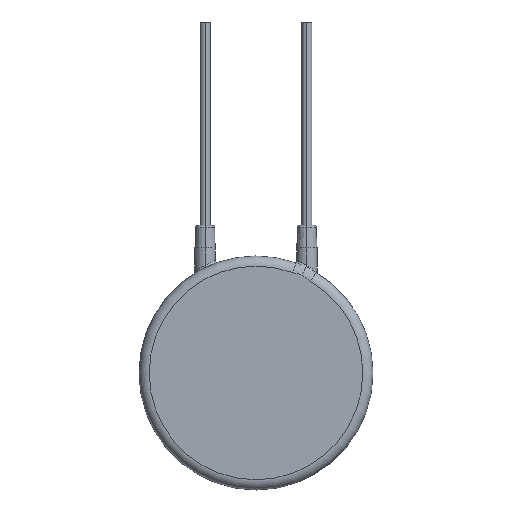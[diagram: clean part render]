
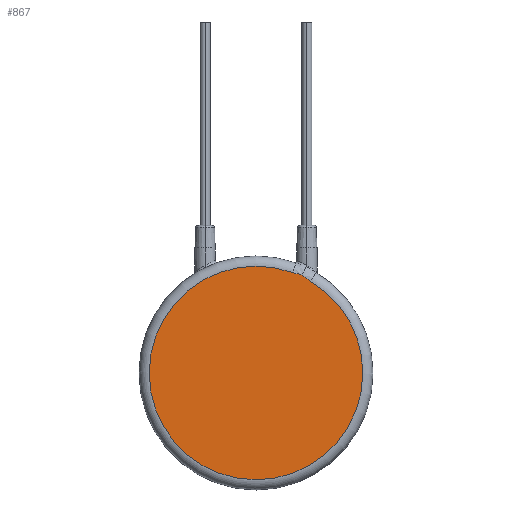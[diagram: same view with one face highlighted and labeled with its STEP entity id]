
A CAD part, top view. The second image highlights one B-rep face of the part: STEP entity #867.
In plain terms, the highlighted planar face has unit normal (0, 0, 1).
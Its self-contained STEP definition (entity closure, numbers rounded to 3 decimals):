
#54=CARTESIAN_POINT('',(0.,0.,4.3));
#55=DIRECTION('',(0.,0.,1.));
#56=DIRECTION('',(0.341,0.94,0.));
#57=AXIS2_PLACEMENT_3D('',#54,#55,#56);
#179=CARTESIAN_POINT('',(4.544,9.614,4.3));
#180=CARTESIAN_POINT('',(4.507,9.631,4.3));
#181=CARTESIAN_POINT('',(4.43,9.663,4.3));
#182=CARTESIAN_POINT('',(4.312,9.699,4.3));
#183=CARTESIAN_POINT('',(4.174,9.73,4.3));
#184=CARTESIAN_POINT('',(4.002,9.761,4.3));
#185=CARTESIAN_POINT('',(3.793,9.803,4.3));
#186=CARTESIAN_POINT('',(3.653,9.844,4.3));
#187=CARTESIAN_POINT('',(3.582,9.87,4.3));
#189=CARTESIAN_POINT('',(5.392,9.01,4.3));
#190=CARTESIAN_POINT('',(5.362,9.028,4.3));
#191=CARTESIAN_POINT('',(5.302,9.066,4.3));
#192=CARTESIAN_POINT('',(5.216,9.127,4.3));
#193=CARTESIAN_POINT('',(5.137,9.187,4.3));
#194=CARTESIAN_POINT('',(5.063,9.246,4.3));
#195=CARTESIAN_POINT('',(4.993,9.304,4.3));
#196=CARTESIAN_POINT('',(4.921,9.363,4.3));
#197=CARTESIAN_POINT('',(4.842,9.425,4.3));
#198=CARTESIAN_POINT('',(4.754,9.492,4.3));
#199=CARTESIAN_POINT('',(4.655,9.556,4.3));
#200=CARTESIAN_POINT('',(4.583,9.595,4.3));
#201=CARTESIAN_POINT('',(4.544,9.614,4.3));
#585=CARTESIAN_POINT('',(5.392,9.01,4.3));
#586=VERTEX_POINT('',#585);
#589=VERTEX_POINT('',#201);
#598=CARTESIAN_POINT('',(3.582,9.87,4.3));
#599=VERTEX_POINT('',#598);
#856=CARTESIAN_POINT('',(0.,0.,4.3));
#857=DIRECTION('',(0.,0.,1.));
#858=DIRECTION('',(1.,0.,0.));
#859=AXIS2_PLACEMENT_3D('',#856,#857,#858);
#860=PLANE('',#859);
#861=ORIENTED_EDGE('',*,*,#658,.F.);
#863=ORIENTED_EDGE('',*,*,#862,.F.);
#864=ORIENTED_EDGE('',*,*,#848,.F.);
#865=EDGE_LOOP('',(#861,#863,#864));
#866=FACE_OUTER_BOUND('',#865,.F.);
#58=CIRCLE('',#57,10.5);
#188=B_SPLINE_CURVE_WITH_KNOTS('',3,(#179,#180,#181,#182,#183,#184,#185,#186,
#187),.UNSPECIFIED.,.F.,.F.,(4,1,1,1,1,1,4),(0.,0.167,
0.333,0.5,0.667,0.833,1.),
.UNSPECIFIED.);
#202=B_SPLINE_CURVE_WITH_KNOTS('',3,(#189,#190,#191,#192,#193,#194,#195,#196,
#197,#198,#199,#200,#201),.UNSPECIFIED.,.F.,.F.,(4,1,1,1,1,1,1,1,1,1,4),(0.,
0.1,0.2,0.3,0.4,0.5,0.6,0.7,0.8,0.9,1.),.UNSPECIFIED.);
#658=EDGE_CURVE('',#599,#586,#58,.T.);
#848=EDGE_CURVE('',#586,#589,#202,.T.);
#862=EDGE_CURVE('',#589,#599,#188,.T.);
#867=ADVANCED_FACE('',(#866),#860,.T.);
